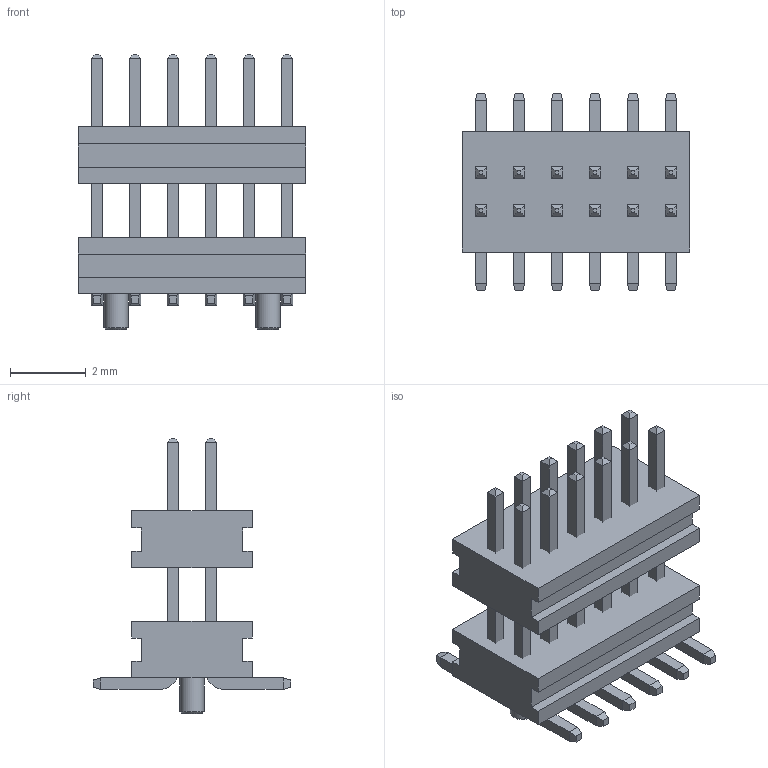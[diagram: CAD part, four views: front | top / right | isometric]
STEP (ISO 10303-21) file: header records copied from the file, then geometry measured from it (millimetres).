
FILE_DESCRIPTION(('FreeCAD Model'),'2;1');
FILE_NAME('Compound.step','2017-05-23T20:35:23',( 'kicad StepUp'),('ksu MCAD'),'Open CASCADE STEP processor 7.1', 'FreeCAD','Unknown');
FILE_SCHEMA(('AUTOMOTIVE_DESIGN_CC2 { 1 2 10303 214 -1 1 5 4 }'));
Length unit declared in the file: millimetre
Products named in the file (1): Compound
Bounding box: 6 x 5.21 x 7.24 mm (x, y, z)
Volume: 64.7 mm3; surface area: 284.8 mm2
Topology: 3 solids, 3 shells, 294 faces, 762 edges, 476 vertices
Faces by surface type: plane 278, cylinder 14, cone 2
Full cylindrical faces by diameter (mm): 0.635 x2
Entity records: 10753 total; most frequent: CARTESIAN_POINT 1537, ORIENTED_EDGE 1524, DIRECTION 1380, EDGE_CURVE 762, LINE 726, VECTOR 726, VERTEX_POINT 476, AXIS2_PLACEMENT_3D 327
